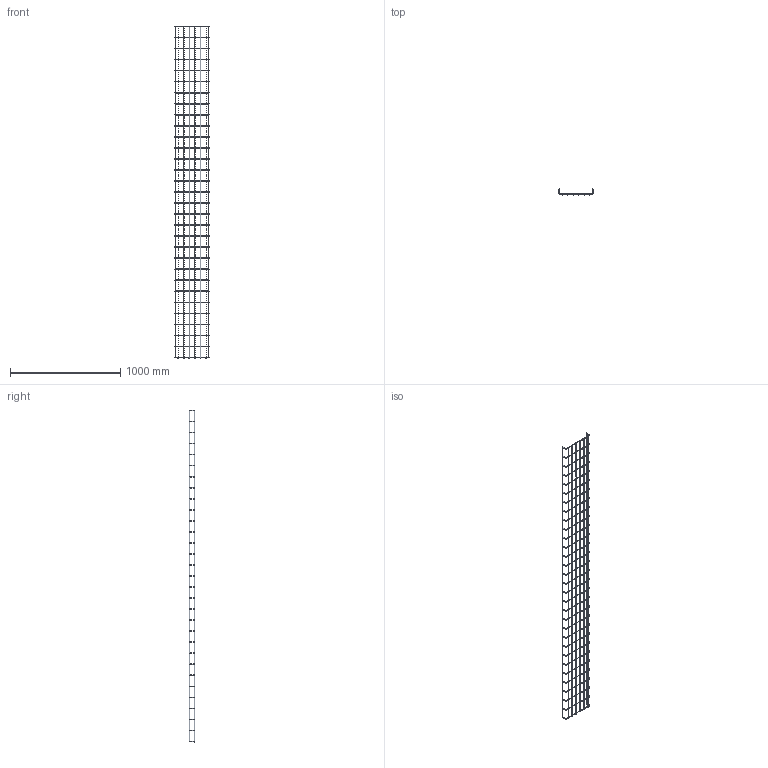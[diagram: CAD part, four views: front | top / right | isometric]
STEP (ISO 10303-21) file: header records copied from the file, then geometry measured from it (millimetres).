
FILE_DESCRIPTION (( 'STEP AP203' ), '1' );
FILE_NAME ('NE-30-050-300-3-50-INOX NESTA Ëîòîê ïðîâîëî÷íûé 50õ300õ3000-5,0 INOX IEK.STEP', '2022-11-11T12:02:05', ( '' ), ( '' ), 'SwSTEP 2.0', 'SolidWorks 2022', '' );
FILE_SCHEMA (( 'CONFIG_CONTROL_DESIGN' ));
Length unit declared in the file: millimetre
Products named in the file (1): NE-30-050-300-3-50-INOX NESTA Лоток проволочный 50х300х3000-5,0 INOX IEK
Bounding box: 310 x 50.26 x 3010 mm (x, y, z)
Volume: 701885 mm3; surface area: 563039.6 mm2
Topology: 39 solids, 39 shells, 706 faces, 1388 edges, 760 vertices
Faces by surface type: cylinder 380, torus 248, plane 78
Full cylindrical faces by diameter (mm): 5 x8
Entity records: 18013 total; most frequent: DIRECTION 3802, CARTESIAN_POINT 2847, ORIENTED_EDGE 2760, AXIS2_PLACEMENT_3D 1715, EDGE_CURVE 1380, CIRCLE 1008, VERTEX_POINT 760, EDGE_LOOP 714
